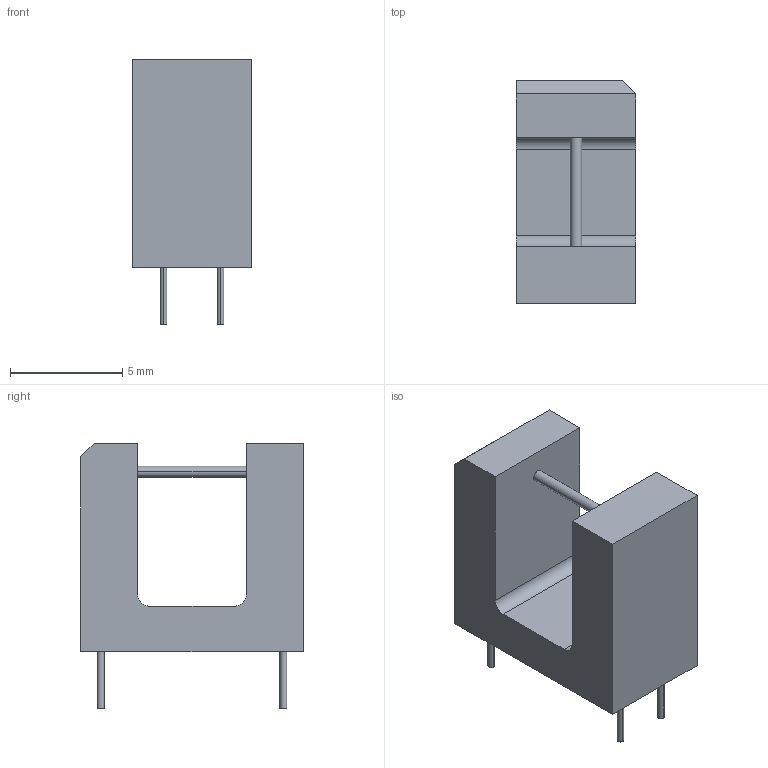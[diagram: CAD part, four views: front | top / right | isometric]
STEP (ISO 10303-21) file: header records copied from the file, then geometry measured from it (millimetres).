
FILE_DESCRIPTION (( 'STEP AP214' ), '1' );
FILE_NAME ('OPB620_v2.STEP', '2020-06-01T22:21:08', ( '' ), ( '' ), 'SwSTEP 2.0', 'SolidWorks 2018', '' );
FILE_SCHEMA (( 'AUTOMOTIVE_DESIGN' ));
Length unit declared in the file: millimetre
Products named in the file (1): OPB620_v2
Bounding box: 5.33 x 9.91 x 11.81 mm (x, y, z)
Volume: 302.9 mm3; surface area: 404.5 mm2
Topology: 1 solids, 1 shells, 28 faces, 65 edges, 43 vertices
Faces by surface type: plane 16, cylinder 12
Entity records: 997 total; most frequent: DIRECTION 147, CARTESIAN_POINT 137, ORIENTED_EDGE 130, EDGE_CURVE 65, AXIS2_PLACEMENT_3D 53, VERTEX_POINT 43, VECTOR 41, LINE 41
